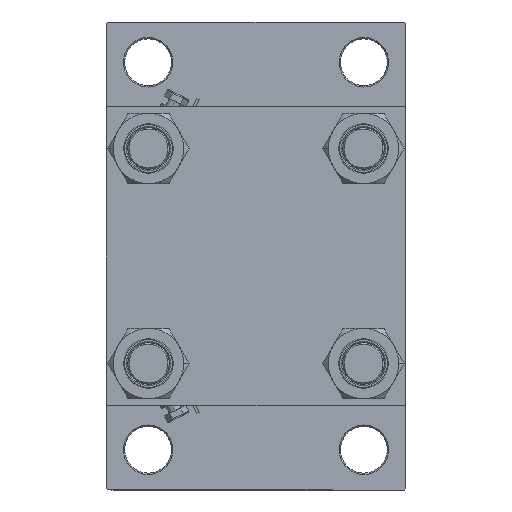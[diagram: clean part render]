
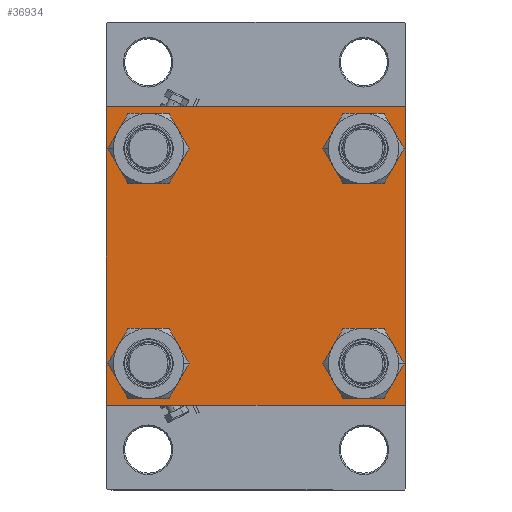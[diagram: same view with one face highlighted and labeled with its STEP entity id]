
A CAD part, left-side view. The second image highlights one B-rep face of the part: STEP entity #36934.
In plain terms, the highlighted planar face has unit normal (-1, 0, 0).
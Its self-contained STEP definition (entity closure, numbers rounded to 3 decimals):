
#374 = EDGE_LOOP ( 'NONE', ( #1505, #41287 ) ) ;
#379 = AXIS2_PLACEMENT_3D ( 'NONE', #25843, #429, #33710 ) ;
#429 = DIRECTION ( 'NONE',  ( 1., 0., 0. ) ) ;
#525 = DIRECTION ( 'NONE',  ( 1., 0., 0. ) ) ;
#913 = CIRCLE ( 'NONE', #11949, 8.5 ) ;
#1505 = ORIENTED_EDGE ( 'NONE', *, *, #35520, .T. ) ;
#2133 = ORIENTED_EDGE ( 'NONE', *, *, #8391, .T. ) ;
#2171 = DIRECTION ( 'NONE',  ( 0., 0., -1. ) ) ;
#2705 = CARTESIAN_POINT ( 'NONE',  ( 0., 41.35, -32.85 ) ) ;
#2749 = CARTESIAN_POINT ( 'NONE',  ( 0., 41.35, -41.35 ) ) ;
#3271 = DIRECTION ( 'NONE',  ( 0., -0.707, 0.707 ) ) ;
#3683 = VERTEX_POINT ( 'NONE', #27720 ) ;
#4911 = EDGE_CURVE ( 'NONE', #3683, #43612, #21323, .T. ) ;
#5520 = VERTEX_POINT ( 'NONE', #21937 ) ;
#5671 = CARTESIAN_POINT ( 'NONE',  ( 0., -41.35, 49.85 ) ) ;
#5798 = DIRECTION ( 'NONE',  ( 1., 0., 0. ) ) ;
#5844 = DIRECTION ( 'NONE',  ( 1., 0., 0. ) ) ;
#5956 = DIRECTION ( 'NONE',  ( 0., 0., 1. ) ) ;
#6328 = AXIS2_PLACEMENT_3D ( 'NONE', #44512, #10062, #32963 ) ;
#6706 = LINE ( 'NONE', #17342, #27452 ) ;
#7356 = CARTESIAN_POINT ( 'NONE',  ( 0., 41.35, -49.85 ) ) ;
#7804 = CARTESIAN_POINT ( 'NONE',  ( 0., 57., 57.5 ) ) ;
#8076 = DIRECTION ( 'NONE',  ( 0., 0., 1. ) ) ;
#8209 = ORIENTED_EDGE ( 'NONE', *, *, #4911, .T. ) ;
#8391 = EDGE_CURVE ( 'NONE', #43612, #26685, #22274, .T. ) ;
#8438 = ORIENTED_EDGE ( 'NONE', *, *, #24544, .T. ) ;
#8736 = VECTOR ( 'NONE', #2171, 1000. ) ;
#8792 = AXIS2_PLACEMENT_3D ( 'NONE', #47254, #5844, #28048 ) ;
#9410 = AXIS2_PLACEMENT_3D ( 'NONE', #34199, #37174, #8076 ) ;
#10028 = CARTESIAN_POINT ( 'NONE',  ( 0., -41.35, -32.85 ) ) ;
#10062 = DIRECTION ( 'NONE',  ( 1., 0., 0. ) ) ;
#10722 = CARTESIAN_POINT ( 'NONE',  ( 0., 41.35, 49.85 ) ) ;
#11754 = FACE_BOUND ( 'NONE', #374, .T. ) ;
#11868 = VERTEX_POINT ( 'NONE', #10722 ) ;
#11919 = CARTESIAN_POINT ( 'NONE',  ( 0., 57.25, 57.25 ) ) ;
#11949 = AXIS2_PLACEMENT_3D ( 'NONE', #2749, #13367, #5956 ) ;
#12240 = FACE_OUTER_BOUND ( 'NONE', #34688, .T. ) ;
#13154 = CARTESIAN_POINT ( 'NONE',  ( 0., 57.5, 57.5 ) ) ;
#13367 = DIRECTION ( 'NONE',  ( 1., 0., 0. ) ) ;
#13938 = CARTESIAN_POINT ( 'NONE',  ( 0., -57., 57.5 ) ) ;
#14350 = CIRCLE ( 'NONE', #37945, 8.5 ) ;
#15710 = AXIS2_PLACEMENT_3D ( 'NONE', #31688, #5798, #20616 ) ;
#15919 = CARTESIAN_POINT ( 'NONE',  ( 0., 41.35, 32.85 ) ) ;
#16456 = EDGE_CURVE ( 'NONE', #5520, #37195, #6706, .T. ) ;
#16612 = EDGE_CURVE ( 'NONE', #22109, #33932, #30581, .T. ) ;
#17342 = CARTESIAN_POINT ( 'NONE',  ( 0., -57.25, 57.25 ) ) ;
#17869 = CARTESIAN_POINT ( 'NONE',  ( 0., 57.5, -57.5 ) ) ;
#18061 = CIRCLE ( 'NONE', #15710, 8.5 ) ;
#18195 = EDGE_CURVE ( 'NONE', #48096, #36829, #18061, .T. ) ;
#18301 = DIRECTION ( 'NONE',  ( 0., -0.707, -0.707 ) ) ;
#19098 = EDGE_CURVE ( 'NONE', #31005, #37195, #39267, .T. ) ;
#19570 = LINE ( 'NONE', #11919, #45594 ) ;
#19880 = ORIENTED_EDGE ( 'NONE', *, *, #27098, .T. ) ;
#19943 = ORIENTED_EDGE ( 'NONE', *, *, #25100, .T. ) ;
#20447 = DIRECTION ( 'NONE',  ( 0., 0., 1. ) ) ;
#20616 = DIRECTION ( 'NONE',  ( 0., 0., 1. ) ) ;
#21045 = DIRECTION ( 'NONE',  ( 0., 0.707, 0.707 ) ) ;
#21264 = EDGE_CURVE ( 'NONE', #11868, #26761, #31509, .T. ) ;
#21323 = LINE ( 'NONE', #17869, #46819 ) ;
#21937 = CARTESIAN_POINT ( 'NONE',  ( 0., -57.5, 57. ) ) ;
#21945 = AXIS2_PLACEMENT_3D ( 'NONE', #26411, #525, #37987 ) ;
#22109 = VERTEX_POINT ( 'NONE', #5671 ) ;
#22274 = LINE ( 'NONE', #41203, #27321 ) ;
#22473 = VERTEX_POINT ( 'NONE', #24282 ) ;
#23070 = ORIENTED_EDGE ( 'NONE', *, *, #29381, .T. ) ;
#23242 = CIRCLE ( 'NONE', #379, 8.5 ) ;
#23341 = DIRECTION ( 'NONE',  ( 0., 0., 1. ) ) ;
#24018 = DIRECTION ( 'NONE',  ( 0., -1., 0. ) ) ;
#24272 = EDGE_CURVE ( 'NONE', #36398, #25612, #34754, .T. ) ;
#24282 = CARTESIAN_POINT ( 'NONE',  ( 0., 57.5, -57. ) ) ;
#24301 = LINE ( 'NONE', #35856, #42612 ) ;
#24544 = EDGE_CURVE ( 'NONE', #34571, #22473, #24301, .T. ) ;
#24851 = EDGE_LOOP ( 'NONE', ( #40795, #19943 ) ) ;
#25100 = EDGE_CURVE ( 'NONE', #26761, #11868, #14350, .T. ) ;
#25612 = VERTEX_POINT ( 'NONE', #10028 ) ;
#25843 = CARTESIAN_POINT ( 'NONE',  ( 0., -41.35, -41.35 ) ) ;
#25854 = ORIENTED_EDGE ( 'NONE', *, *, #30814, .F. ) ;
#26257 = EDGE_CURVE ( 'NONE', #33932, #22109, #29851, .T. ) ;
#26271 = ORIENTED_EDGE ( 'NONE', *, *, #42643, .T. ) ;
#26411 = CARTESIAN_POINT ( 'NONE',  ( 0., -41.35, 41.35 ) ) ;
#26685 = VERTEX_POINT ( 'NONE', #29731 ) ;
#26761 = VERTEX_POINT ( 'NONE', #15919 ) ;
#26780 = FACE_BOUND ( 'NONE', #48768, .T. ) ;
#27098 = EDGE_CURVE ( 'NONE', #31005, #34571, #19570, .T. ) ;
#27321 = VECTOR ( 'NONE', #3271, 1000. ) ;
#27452 = VECTOR ( 'NONE', #21045, 1000. ) ;
#27720 = CARTESIAN_POINT ( 'NONE',  ( 0., 57., -57.5 ) ) ;
#28048 = DIRECTION ( 'NONE',  ( 0., 0., 1. ) ) ;
#28781 = CARTESIAN_POINT ( 'NONE',  ( 0., -57., -57.5 ) ) ;
#29381 = EDGE_CURVE ( 'NONE', #22473, #3683, #41664, .T. ) ;
#29415 = ORIENTED_EDGE ( 'NONE', *, *, #16612, .T. ) ;
#29731 = CARTESIAN_POINT ( 'NONE',  ( 0., -57.5, -57. ) ) ;
#29735 = EDGE_LOOP ( 'NONE', ( #26271, #36016 ) ) ;
#29851 = CIRCLE ( 'NONE', #9410, 8.5 ) ;
#30478 = FACE_BOUND ( 'NONE', #24851, .T. ) ;
#30581 = CIRCLE ( 'NONE', #21945, 8.5 ) ;
#30641 = DIRECTION ( 'NONE',  ( 0., 0.707, -0.707 ) ) ;
#30693 = DIRECTION ( 'NONE',  ( 1., 0., 0. ) ) ;
#30814 = EDGE_CURVE ( 'NONE', #5520, #26685, #43807, .T. ) ;
#31005 = VERTEX_POINT ( 'NONE', #7804 ) ;
#31509 = CIRCLE ( 'NONE', #6328, 8.5 ) ;
#31688 = CARTESIAN_POINT ( 'NONE',  ( 0., 41.35, -41.35 ) ) ;
#32436 = ORIENTED_EDGE ( 'NONE', *, *, #16456, .T. ) ;
#32643 = DIRECTION ( 'NONE',  ( 0., -1., 0. ) ) ;
#32963 = DIRECTION ( 'NONE',  ( 0., 0., 1. ) ) ;
#33710 = DIRECTION ( 'NONE',  ( 0., 0., 1. ) ) ;
#33932 = VERTEX_POINT ( 'NONE', #41531 ) ;
#34199 = CARTESIAN_POINT ( 'NONE',  ( 0., -41.35, 41.35 ) ) ;
#34386 = CARTESIAN_POINT ( 'NONE',  ( 0., 41.35, 41.35 ) ) ;
#34412 = DIRECTION ( 'NONE',  ( -1., 0., 0. ) ) ;
#34571 = VERTEX_POINT ( 'NONE', #35048 ) ;
#34688 = EDGE_LOOP ( 'NONE', ( #8438, #23070, #8209, #2133, #25854, #32436, #36097, #19880 ) ) ;
#34754 = CIRCLE ( 'NONE', #8792, 8.5 ) ;
#35048 = CARTESIAN_POINT ( 'NONE',  ( 0., 57.5, 57. ) ) ;
#35520 = EDGE_CURVE ( 'NONE', #36829, #48096, #913, .T. ) ;
#35856 = CARTESIAN_POINT ( 'NONE',  ( 0., 57.5, 57.5 ) ) ;
#35942 = CARTESIAN_POINT ( 'NONE',  ( 0., -57.5, 57.5 ) ) ;
#36016 = ORIENTED_EDGE ( 'NONE', *, *, #24272, .T. ) ;
#36097 = ORIENTED_EDGE ( 'NONE', *, *, #19098, .F. ) ;
#36398 = VERTEX_POINT ( 'NONE', #40513 ) ;
#36400 = AXIS2_PLACEMENT_3D ( 'NONE', #41791, #34412, #23341 ) ;
#36829 = VERTEX_POINT ( 'NONE', #2705 ) ;
#36934 = ADVANCED_FACE ( 'NONE', ( #26780, #38108, #11754, #30478, #12240 ), #48049, .T. ) ;
#37174 = DIRECTION ( 'NONE',  ( 1., 0., 0. ) ) ;
#37195 = VERTEX_POINT ( 'NONE', #13938 ) ;
#37945 = AXIS2_PLACEMENT_3D ( 'NONE', #34386, #30693, #20447 ) ;
#37987 = DIRECTION ( 'NONE',  ( 0., 0., 1. ) ) ;
#38108 = FACE_BOUND ( 'NONE', #29735, .T. ) ;
#39267 = LINE ( 'NONE', #13154, #47953 ) ;
#40074 = ORIENTED_EDGE ( 'NONE', *, *, #26257, .T. ) ;
#40513 = CARTESIAN_POINT ( 'NONE',  ( 0., -41.35, -49.85 ) ) ;
#40795 = ORIENTED_EDGE ( 'NONE', *, *, #21264, .T. ) ;
#41203 = CARTESIAN_POINT ( 'NONE',  ( 0., -57.25, -57.25 ) ) ;
#41287 = ORIENTED_EDGE ( 'NONE', *, *, #18195, .T. ) ;
#41531 = CARTESIAN_POINT ( 'NONE',  ( 0., -41.35, 32.85 ) ) ;
#41664 = LINE ( 'NONE', #44631, #45696 ) ;
#41791 = CARTESIAN_POINT ( 'NONE',  ( 0., 0., 0. ) ) ;
#42612 = VECTOR ( 'NONE', #43239, 1000. ) ;
#42643 = EDGE_CURVE ( 'NONE', #25612, #36398, #23242, .T. ) ;
#43239 = DIRECTION ( 'NONE',  ( 0., 0., -1. ) ) ;
#43612 = VERTEX_POINT ( 'NONE', #28781 ) ;
#43807 = LINE ( 'NONE', #35942, #8736 ) ;
#44512 = CARTESIAN_POINT ( 'NONE',  ( 0., 41.35, 41.35 ) ) ;
#44631 = CARTESIAN_POINT ( 'NONE',  ( 0., 57.25, -57.25 ) ) ;
#45594 = VECTOR ( 'NONE', #30641, 1000. ) ;
#45696 = VECTOR ( 'NONE', #18301, 1000. ) ;
#46819 = VECTOR ( 'NONE', #32643, 1000. ) ;
#47254 = CARTESIAN_POINT ( 'NONE',  ( 0., -41.35, -41.35 ) ) ;
#47953 = VECTOR ( 'NONE', #24018, 1000. ) ;
#48049 = PLANE ( 'NONE',  #36400 ) ;
#48096 = VERTEX_POINT ( 'NONE', #7356 ) ;
#48768 = EDGE_LOOP ( 'NONE', ( #29415, #40074 ) ) ;
